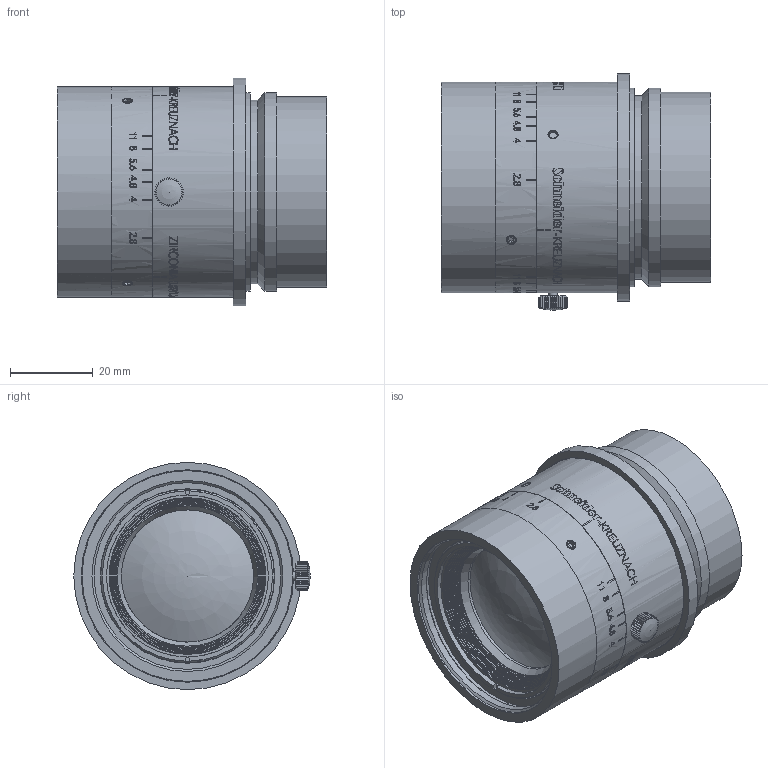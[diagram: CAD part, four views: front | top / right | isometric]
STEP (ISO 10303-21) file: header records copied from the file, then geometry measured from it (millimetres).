
FILE_DESCRIPTION(/* description */ (''),/* implementation_level */ '2;1');
FILE_NAME(/* name */ '1078948_00159430_002.stp',/* time_stamp */ '2022-01-05T14:16:42+01:00',/* author */ (''),/* organization */ (''),/* preprocessor_version */ 'ST-DEVELOPER v16',/* originating_system */ 'SIEMENS PLM Software NX 10.0',/* authorisation */ '');
FILE_SCHEMA (('AP203_CONFIGURATION_CONTROLLED_3D_DESIGN_OF_MECHANICAL_PARTS_AND_ASSEMBLIES_MIM_LF { 1 0 10303 403 2 1 2}'));
Length unit declared in the file: millimetre
Products named in the file (1): Froe36F840FC89oo
Bounding box: 65.1 x 57.21 x 55 mm (x, y, z)
Volume: 108460.2 mm3; surface area: 23614.7 mm2
Topology: 1 solids, 3 shells, 415 faces, 1433 edges, 1232 vertices
Faces by surface type: cylinder 230, plane 136, cone 32, torus 14, revolution 2, sphere 1
Full cylindrical faces by diameter (mm): 2 x1, 2.05 x3, 32 x2, 34.5 x2, 39.2 x2, 41.2 x2, 41.458 x1, 42 x1, 42.2 x2, 44.4 x1, 45.188 x1, 46 x1, 46.2 x2, 48 x2, 51 x3, 51.4 x1, 55 x1
Entity records: 18700 total; most frequent: CARTESIAN_POINT 7723, ORIENTED_EDGE 2627, DIRECTION 1378, EDGE_CURVE 1336, VERTEX_POINT 1215, B_SPLINE_CURVE_WITH_KNOTS 953, EDGE_LOOP 710, AXIS2_PLACEMENT_3D 615
